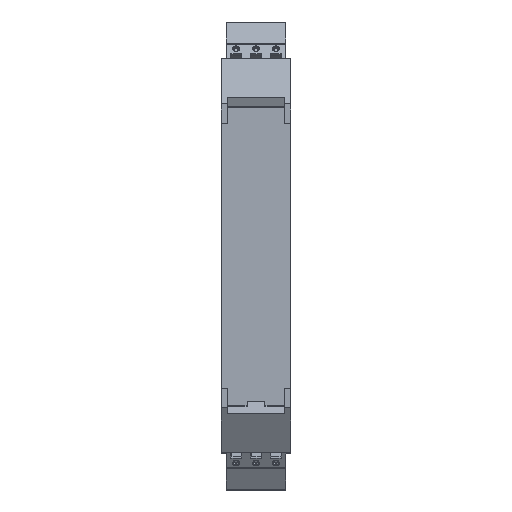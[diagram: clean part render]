
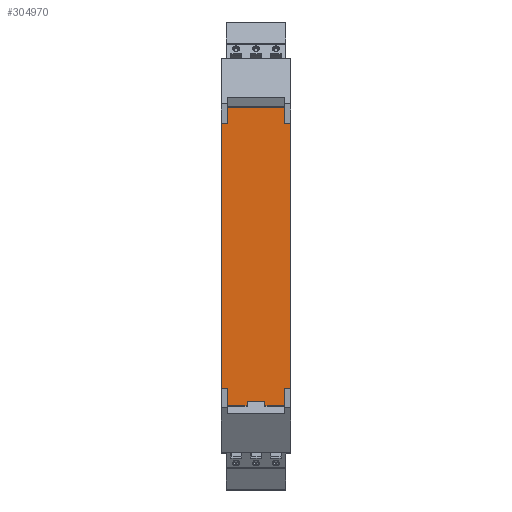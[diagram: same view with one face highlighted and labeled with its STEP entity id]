
A CAD part, top view. The second image highlights one B-rep face of the part: STEP entity #304970.
In plain terms, the highlighted planar face has unit normal (0, 0, 1).
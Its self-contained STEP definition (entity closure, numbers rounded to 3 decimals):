
#273870=CARTESIAN_POINT('',(-5.,89.685,
113.65));
#273880=VERTEX_POINT('',#273870);
#274280=CARTESIAN_POINT('',(-5.,23.044,
113.65));
#274290=VERTEX_POINT('',#274280);
#275900=CARTESIAN_POINT('',(-5.,56.364,
113.65));
#275910=DIRECTION('',(0.,1.,0.));
#275920=VECTOR('',#275910,1.);
#275930=LINE('',#275900,#275920);
#275940=EDGE_CURVE('',#274290,#273880,#275930,.T.);
#276240=CARTESIAN_POINT('',(12.6,23.044,
113.65));
#276250=VERTEX_POINT('',#276240);
#276570=CARTESIAN_POINT('',(12.6,89.685,
113.65));
#276580=VERTEX_POINT('',#276570);
#278670=CARTESIAN_POINT('',(12.6,56.364,
113.65));
#278680=DIRECTION('',(0.,-1.,0.));
#278690=VECTOR('',#278680,1.);
#278700=LINE('',#278670,#278690);
#278710=EDGE_CURVE('',#276580,#276250,#278700,.T.);
#303800=CARTESIAN_POINT('',(-5.,94.564,
113.65));
#303810=DIRECTION('',(0.,0.,-1.));
#303820=DIRECTION('',(0.,1.,0.));
#303830=AXIS2_PLACEMENT_3D('',#303800,#303810,#303820);
#303840=PLANE('',#303830);
#303850=CARTESIAN_POINT('',(11.,56.364,
113.65));
#303860=DIRECTION('',(0.,1.,0.));
#303870=VECTOR('',#303860,1.);
#303880=LINE('',#303850,#303870);
#303890=CARTESIAN_POINT('',(11.,89.685,
113.65));
#303900=VERTEX_POINT('',#303890);
#303910=CARTESIAN_POINT('',(11.,93.751,
113.65));
#303920=VERTEX_POINT('',#303910);
#303930=EDGE_CURVE('',#303900,#303920,#303880,.T.);
#303940=ORIENTED_EDGE('',*,*,#303930,.T.);
#303950=CARTESIAN_POINT('',(3.8,89.685,
113.65));
#303960=DIRECTION('',(-1.,0.,0.));
#303970=VECTOR('',#303960,1.);
#303980=LINE('',#303950,#303970);
#303990=EDGE_CURVE('',#276580,#303900,#303980,.T.);
#304000=ORIENTED_EDGE('',*,*,#303990,.T.);
#304010=ORIENTED_EDGE('',*,*,#278710,.F.);
#304020=CARTESIAN_POINT('',(3.8,23.044,
113.65));
#304030=DIRECTION('',(1.,0.,0.));
#304040=VECTOR('',#304030,1.);
#304050=LINE('',#304020,#304040);
#304060=CARTESIAN_POINT('',(11.,23.044,
113.65));
#304070=VERTEX_POINT('',#304060);
#304080=EDGE_CURVE('',#304070,#276250,#304050,.T.);
#304090=ORIENTED_EDGE('',*,*,#304080,.T.);
#304100=CARTESIAN_POINT('',(11.,56.364,
113.65));
#304110=DIRECTION('',(0.,1.,0.));
#304120=VECTOR('',#304110,1.);
#304130=LINE('',#304100,#304120);
#304140=CARTESIAN_POINT('',(11.,18.678,
113.65));
#304150=VERTEX_POINT('',#304140);
#304160=EDGE_CURVE('',#304150,#304070,#304130,.T.);
#304170=ORIENTED_EDGE('',*,*,#304160,.T.);
#304180=CARTESIAN_POINT('',(3.8,18.678,
113.65));
#304190=DIRECTION('',(1.,0.,0.));
#304200=VECTOR('',#304190,1.);
#304210=LINE('',#304180,#304200);
#304220=CARTESIAN_POINT('',(6.05,18.678,
113.65));
#304230=VERTEX_POINT('',#304220);
#304240=EDGE_CURVE('',#304230,#304150,#304210,.T.);
#304250=ORIENTED_EDGE('',*,*,#304240,.T.);
#304260=CARTESIAN_POINT('',(6.05,56.364,
113.65));
#304270=DIRECTION('',(0.,-1.,0.));
#304280=VECTOR('',#304270,1.);
#304290=LINE('',#304260,#304280);
#304300=CARTESIAN_POINT('',(6.05,19.723,
113.65));
#304310=VERTEX_POINT('',#304300);
#304320=EDGE_CURVE('',#304310,#304230,#304290,.T.);
#304330=ORIENTED_EDGE('',*,*,#304320,.T.);
#304340=CARTESIAN_POINT('',(3.8,19.723,
113.65));
#304350=DIRECTION('',(-1.,0.,0.));
#304360=VECTOR('',#304350,1.);
#304370=LINE('',#304340,#304360);
#304380=CARTESIAN_POINT('',(1.55,19.723,
113.65));
#304390=VERTEX_POINT('',#304380);
#304400=EDGE_CURVE('',#304310,#304390,#304370,.T.);
#304410=ORIENTED_EDGE('',*,*,#304400,.F.);
#304420=CARTESIAN_POINT('',(1.55,56.364,
113.65));
#304430=DIRECTION('',(0.,1.,0.));
#304440=VECTOR('',#304430,1.);
#304450=LINE('',#304420,#304440);
#304460=CARTESIAN_POINT('',(1.55,18.678,
113.65));
#304470=VERTEX_POINT('',#304460);
#304480=EDGE_CURVE('',#304470,#304390,#304450,.T.);
#304490=ORIENTED_EDGE('',*,*,#304480,.T.);
#304500=CARTESIAN_POINT('',(3.8,18.678,
113.65));
#304510=DIRECTION('',(1.,0.,0.));
#304520=VECTOR('',#304510,1.);
#304530=LINE('',#304500,#304520);
#304540=CARTESIAN_POINT('',(-3.4,18.678,
113.65));
#304550=VERTEX_POINT('',#304540);
#304560=EDGE_CURVE('',#304550,#304470,#304530,.T.);
#304570=ORIENTED_EDGE('',*,*,#304560,.T.);
#304580=CARTESIAN_POINT('',(-3.4,56.364,
113.65));
#304590=DIRECTION('',(0.,-1.,0.));
#304600=VECTOR('',#304590,1.);
#304610=LINE('',#304580,#304600);
#304620=CARTESIAN_POINT('',(-3.4,23.044,
113.65));
#304630=VERTEX_POINT('',#304620);
#304640=EDGE_CURVE('',#304630,#304550,#304610,.T.);
#304650=ORIENTED_EDGE('',*,*,#304640,.T.);
#304660=CARTESIAN_POINT('',(3.8,23.044,
113.65));
#304670=DIRECTION('',(1.,0.,0.));
#304680=VECTOR('',#304670,1.);
#304690=LINE('',#304660,#304680);
#304700=EDGE_CURVE('',#274290,#304630,#304690,.T.);
#304710=ORIENTED_EDGE('',*,*,#304700,.T.);
#304720=ORIENTED_EDGE('',*,*,#275940,.F.);
#304730=CARTESIAN_POINT('',(3.8,89.685,
113.65));
#304740=DIRECTION('',(-1.,0.,0.));
#304750=VECTOR('',#304740,1.);
#304760=LINE('',#304730,#304750);
#304770=CARTESIAN_POINT('',(-3.4,89.685,
113.65));
#304780=VERTEX_POINT('',#304770);
#304790=EDGE_CURVE('',#304780,#273880,#304760,.T.);
#304800=ORIENTED_EDGE('',*,*,#304790,.T.);
#304810=CARTESIAN_POINT('',(-3.4,56.364,
113.65));
#304820=DIRECTION('',(0.,-1.,0.));
#304830=VECTOR('',#304820,1.);
#304840=LINE('',#304810,#304830);
#304850=CARTESIAN_POINT('',(-3.4,93.751,
113.65));
#304860=VERTEX_POINT('',#304850);
#304870=EDGE_CURVE('',#304860,#304780,#304840,.T.);
#304880=ORIENTED_EDGE('',*,*,#304870,.T.);
#304890=CARTESIAN_POINT('',(3.8,93.751,
113.65));
#304900=DIRECTION('',(-1.,0.,0.));
#304910=VECTOR('',#304900,1.);
#304920=LINE('',#304890,#304910);
#304930=EDGE_CURVE('',#303920,#304860,#304920,.T.);
#304940=ORIENTED_EDGE('',*,*,#304930,.T.);
#304950=EDGE_LOOP('',(#304940,#304880,#304800,#304720,#304710,#304650,
#304570,#304490,#304410,#304330,#304250,#304170,#304090,#304010,#304000,
#303940));
#304960=FACE_OUTER_BOUND('',#304950,.T.);
#304970=ADVANCED_FACE('',(#304960),#303840,.F.);
